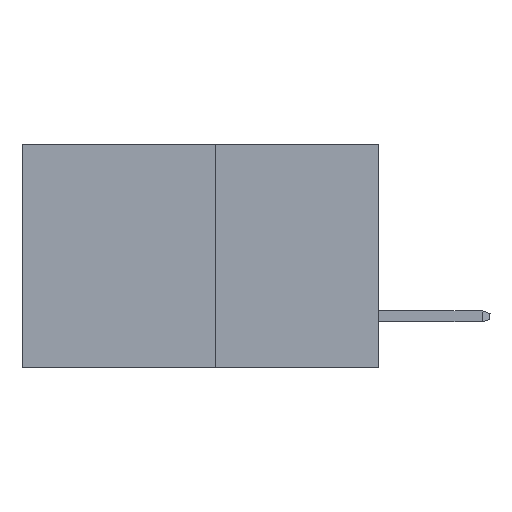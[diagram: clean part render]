
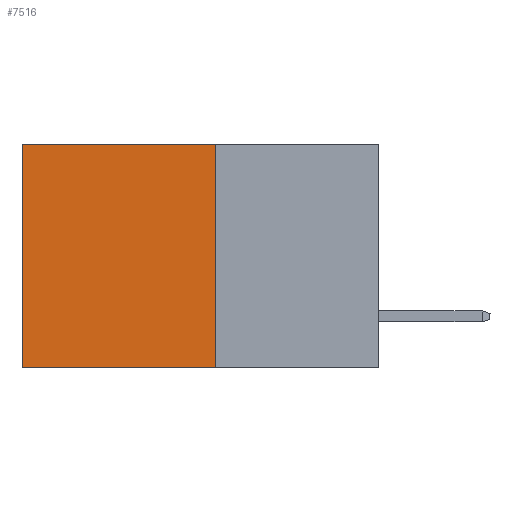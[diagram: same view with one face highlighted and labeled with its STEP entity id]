
A CAD part, left-side view. The second image highlights one B-rep face of the part: STEP entity #7516.
In plain terms, the highlighted planar face has unit normal (-1, 0, 0).
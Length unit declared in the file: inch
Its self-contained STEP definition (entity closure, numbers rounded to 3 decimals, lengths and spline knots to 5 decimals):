
#120 = CARTESIAN_POINT ( 'NONE',  ( 0.277, 0.59, -0.37 ) ) ;
#518 = CARTESIAN_POINT ( 'NONE',  ( 0.277, 0.27, -0.37 ) ) ;
#542 = AXIS2_PLACEMENT_3D ( 'NONE', #653, #7647, #3484 ) ;
#626 = ORIENTED_EDGE ( 'NONE', *, *, #3900, .T. ) ;
#653 = CARTESIAN_POINT ( 'NONE',  ( 0.277, 0.27, -0.37 ) ) ;
#696 = VECTOR ( 'NONE', #5821, 39.37008 ) ;
#1033 = VERTEX_POINT ( 'NONE', #5237 ) ;
#1110 = VERTEX_POINT ( 'NONE', #3935 ) ;
#1359 = EDGE_LOOP ( 'NONE', ( #6097, #5743, #3091, #626 ) ) ;
#2127 = FACE_OUTER_BOUND ( 'NONE', #1359, .T. ) ;
#2509 = DIRECTION ( 'NONE',  ( 0., 0., -1. ) ) ;
#2551 = VERTEX_POINT ( 'NONE', #120 ) ;
#3004 = CARTESIAN_POINT ( 'NONE',  ( 0.277, 0.27, 0. ) ) ;
#3091 = ORIENTED_EDGE ( 'NONE', *, *, #4725, .F. ) ;
#3155 = LINE ( 'NONE', #3004, #8641 ) ;
#3235 = CARTESIAN_POINT ( 'NONE',  ( 0.277, 0.59, -0.37 ) ) ;
#3484 = DIRECTION ( 'NONE',  ( 0., 0., -1. ) ) ;
#3900 = EDGE_CURVE ( 'NONE', #1110, #1033, #3155, .T. ) ;
#3935 = CARTESIAN_POINT ( 'NONE',  ( 0.277, 0.27, 0. ) ) ;
#4725 = EDGE_CURVE ( 'NONE', #1110, #7367, #7282, .T. ) ;
#4761 = EDGE_CURVE ( 'NONE', #1033, #2551, #5236, .T. ) ;
#5128 = CARTESIAN_POINT ( 'NONE',  ( 0.277, 0.27, -0.37 ) ) ;
#5236 = LINE ( 'NONE', #3235, #8627 ) ;
#5237 = CARTESIAN_POINT ( 'NONE',  ( 0.277, 0.59, 0. ) ) ;
#5467 = VECTOR ( 'NONE', #8698, 39.37008 ) ;
#5743 = ORIENTED_EDGE ( 'NONE', *, *, #7882, .F. ) ;
#5821 = DIRECTION ( 'NONE',  ( 0., 1., 0. ) ) ;
#6003 = CARTESIAN_POINT ( 'NONE',  ( 0.277, 0.27, -0.37 ) ) ;
#6097 = ORIENTED_EDGE ( 'NONE', *, *, #4761, .T. ) ;
#6302 = LINE ( 'NONE', #5128, #696 ) ;
#7282 = LINE ( 'NONE', #6003, #5467 ) ;
#7367 = VERTEX_POINT ( 'NONE', #518 ) ;
#7516 = ADVANCED_FACE ( 'NONE', ( #2127 ), #7619, .F. ) ;
#7619 = PLANE ( 'NONE',  #542 ) ;
#7647 = DIRECTION ( 'NONE',  ( 1., 0., 0. ) ) ;
#7858 = DIRECTION ( 'NONE',  ( 0., 1., 0. ) ) ;
#7882 = EDGE_CURVE ( 'NONE', #7367, #2551, #6302, .T. ) ;
#8627 = VECTOR ( 'NONE', #2509, 39.37008 ) ;
#8641 = VECTOR ( 'NONE', #7858, 39.37008 ) ;
#8698 = DIRECTION ( 'NONE',  ( 0., 0., -1. ) ) ;
